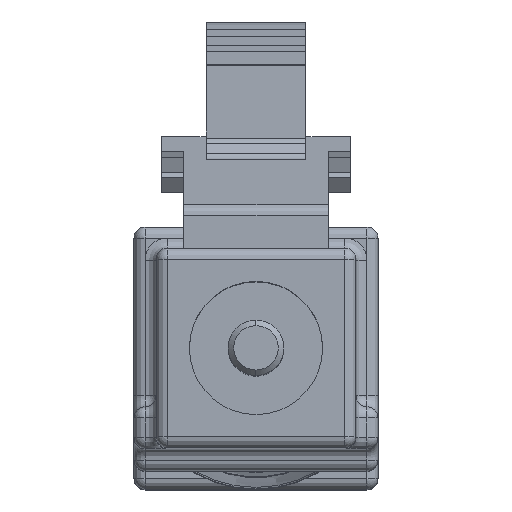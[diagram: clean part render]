
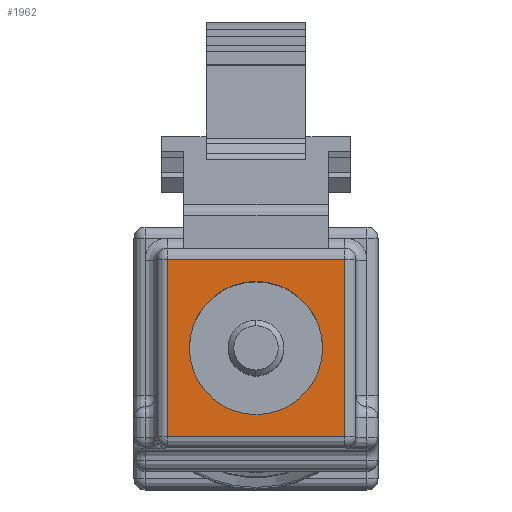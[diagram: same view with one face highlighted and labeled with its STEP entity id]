
A CAD part, top view. The second image highlights one B-rep face of the part: STEP entity #1962.
In plain terms, the highlighted face is planar.
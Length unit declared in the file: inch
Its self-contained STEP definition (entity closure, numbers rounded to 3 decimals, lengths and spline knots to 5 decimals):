
#142 = VERTEX_POINT ( 'NONE', #525 ) ;
#261 = CIRCLE ( 'NONE', #3227, 0.06 ) ;
#419 = PLANE ( 'NONE',  #6788 ) ;
#473 = ORIENTED_EDGE ( 'NONE', *, *, #5839, .F. ) ;
#525 = CARTESIAN_POINT ( 'NONE',  ( 0.08, 0., -0.08 ) ) ;
#676 = VECTOR ( 'NONE', #3693, 39.37008 ) ;
#693 = CARTESIAN_POINT ( 'NONE',  ( -0.08, 0., -0.09 ) ) ;
#726 = EDGE_CURVE ( 'NONE', #5967, #6854, #4301, .T. ) ;
#964 = EDGE_CURVE ( 'NONE', #5683, #142, #2242, .T. ) ;
#1361 = CARTESIAN_POINT ( 'NONE',  ( 0.08, 0., 0.09 ) ) ;
#1565 = FACE_BOUND ( 'NONE', #2075, .T. ) ;
#1623 = DIRECTION ( 'NONE',  ( 1., 0., 0. ) ) ;
#1891 = LINE ( 'NONE', #693, #676 ) ;
#1962 = ADVANCED_FACE ( 'Face3', ( #2143, #1565 ), #419, .T. ) ;
#2075 = EDGE_LOOP ( 'NONE', ( #473, #4965 ) ) ;
#2082 = CARTESIAN_POINT ( 'NONE',  ( 0., 0., -0.06 ) ) ;
#2143 = FACE_OUTER_BOUND ( 'NONE', #6987, .T. ) ;
#2187 = CIRCLE ( 'NONE', #2682, 0.06 ) ;
#2230 = VECTOR ( 'NONE', #4920, 39.37008 ) ;
#2242 = LINE ( 'NONE', #4720, #3946 ) ;
#2648 = ORIENTED_EDGE ( 'NONE', *, *, #726, .T. ) ;
#2682 = AXIS2_PLACEMENT_3D ( 'NONE', #6207, #7321, #6791 ) ;
#2722 = CARTESIAN_POINT ( 'NONE',  ( 0.08, 0., 0.08 ) ) ;
#3050 = EDGE_CURVE ( 'NONE', #5602, #6337, #2187, .T. ) ;
#3227 = AXIS2_PLACEMENT_3D ( 'NONE', #5758, #5185, #6901 ) ;
#3383 = EDGE_CURVE ( 'NONE', #6854, #5683, #1891, .T. ) ;
#3446 = CARTESIAN_POINT ( 'NONE',  ( -0.08, 0., 0.08 ) ) ;
#3693 = DIRECTION ( 'NONE',  ( 0., 0., -1. ) ) ;
#3794 = DIRECTION ( 'NONE',  ( 0., -1., 0. ) ) ;
#3946 = VECTOR ( 'NONE', #1623, 39.37008 ) ;
#4203 = CARTESIAN_POINT ( 'NONE',  ( 0., 0., 0.06 ) ) ;
#4301 = LINE ( 'NONE', #7389, #5434 ) ;
#4587 = CARTESIAN_POINT ( 'NONE',  ( -0.08, 0., -0.08 ) ) ;
#4720 = CARTESIAN_POINT ( 'NONE',  ( 0.09, 0., -0.08 ) ) ;
#4920 = DIRECTION ( 'NONE',  ( 0., 0., 1. ) ) ;
#4965 = ORIENTED_EDGE ( 'NONE', *, *, #3050, .F. ) ;
#5185 = DIRECTION ( 'NONE',  ( 0., -1., 0. ) ) ;
#5434 = VECTOR ( 'NONE', #6602, 39.37008 ) ;
#5602 = VERTEX_POINT ( 'NONE', #4203 ) ;
#5683 = VERTEX_POINT ( 'NONE', #4587 ) ;
#5758 = CARTESIAN_POINT ( 'NONE',  ( 0., 0., 0. ) ) ;
#5839 = EDGE_CURVE ( 'NONE', #6337, #5602, #261, .T. ) ;
#5967 = VERTEX_POINT ( 'NONE', #2722 ) ;
#6207 = CARTESIAN_POINT ( 'NONE',  ( 0., 0., 0. ) ) ;
#6337 = VERTEX_POINT ( 'NONE', #2082 ) ;
#6397 = ORIENTED_EDGE ( 'NONE', *, *, #6474, .T. ) ;
#6474 = EDGE_CURVE ( 'NONE', #142, #5967, #6714, .T. ) ;
#6602 = DIRECTION ( 'NONE',  ( -1., 0., 0. ) ) ;
#6714 = LINE ( 'NONE', #1361, #2230 ) ;
#6763 = CARTESIAN_POINT ( 'NONE',  ( 0.09, 0., 0.09 ) ) ;
#6788 = AXIS2_PLACEMENT_3D ( 'NONE', #6763, #3794, #7002 ) ;
#6791 = DIRECTION ( 'NONE',  ( 0., 0., -1. ) ) ;
#6854 = VERTEX_POINT ( 'NONE', #3446 ) ;
#6901 = DIRECTION ( 'NONE',  ( 0., 0., -1. ) ) ;
#6987 = EDGE_LOOP ( 'NONE', ( #6397, #2648, #7598, #7359 ) ) ;
#7002 = DIRECTION ( 'NONE',  ( 0., 0., -1. ) ) ;
#7321 = DIRECTION ( 'NONE',  ( 0., -1., 0. ) ) ;
#7359 = ORIENTED_EDGE ( 'NONE', *, *, #964, .T. ) ;
#7389 = CARTESIAN_POINT ( 'NONE',  ( -0.09, 0., 0.08 ) ) ;
#7598 = ORIENTED_EDGE ( 'NONE', *, *, #3383, .T. ) ;
